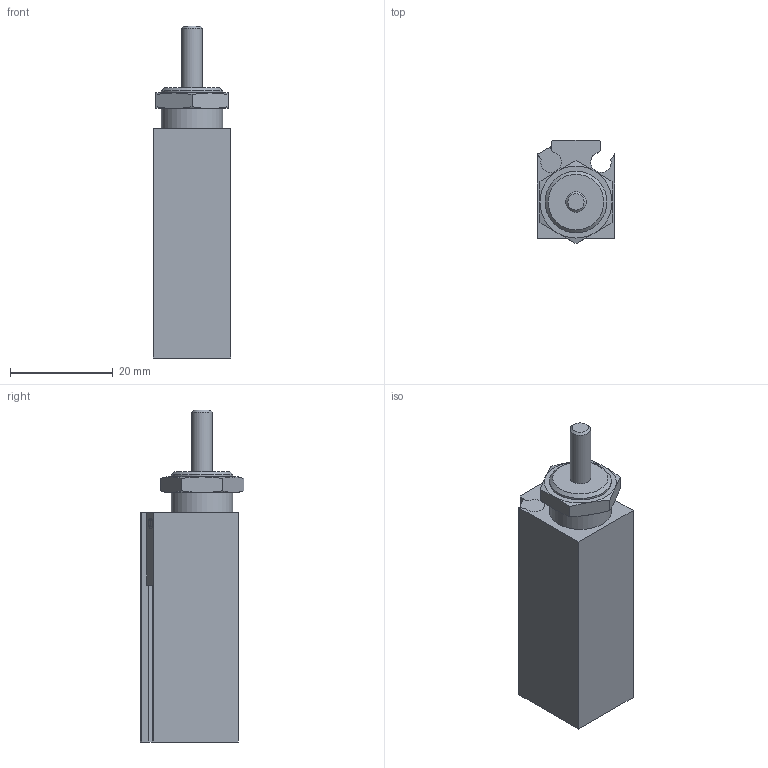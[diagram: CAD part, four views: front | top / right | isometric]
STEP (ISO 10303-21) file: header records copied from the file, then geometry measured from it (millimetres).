
FILE_DESCRIPTION(/* description */ (''),/* implementation_level */ '2;1');
FILE_NAME(/* name */ 'NB10X20-B-SG1.step',/* time_stamp */ '2023-08-16T19:30:49+08:00',/* author */ (''),/* organization */ (''),/* preprocessor_version */ 'ST-DEVELOPER v20',/* originating_system */ 'Autodesk Translation Framework v12.9.0.99',/* authorisation */ '');
FILE_SCHEMA (('AUTOMOTIVE_DESIGN { 1 0 10303 214 3 1 1 }'));
Length unit declared in the file: millimetre
Products named in the file (5): NB10X20-B-SG1(0); Sensor switch 4; Nut10; RodNB10X20-B-S; BodyNB10X20-S
Assembly tree (4 placements, depth 2):
  NB10X20-B-SG1(0)
    Sensor switch 4
    Nut10
    RodNB10X20-B-S
    BodyNB10X20-S
Bounding box: 15 x 20.08 x 64.5 mm (x, y, z)
Volume: 10988.7 mm3; surface area: 7813.9 mm2
Topology: 4 solids, 4 shells, 78 faces, 162 edges, 102 vertices
Faces by surface type: plane 43, cylinder 19, cone 16
Full cylindrical faces by diameter (mm): 1 x2, 2 x1, 2.459 x2, 2.6 x1, 4 x2, 6 x1, 10 x3, 10.917 x1, 12 x1
Entity records: 2286 total; most frequent: CARTESIAN_POINT 467, DIRECTION 364, ORIENTED_EDGE 324, EDGE_CURVE 162, AXIS2_PLACEMENT_3D 142, VERTEX_POINT 102, EDGE_LOOP 94, LINE 80
